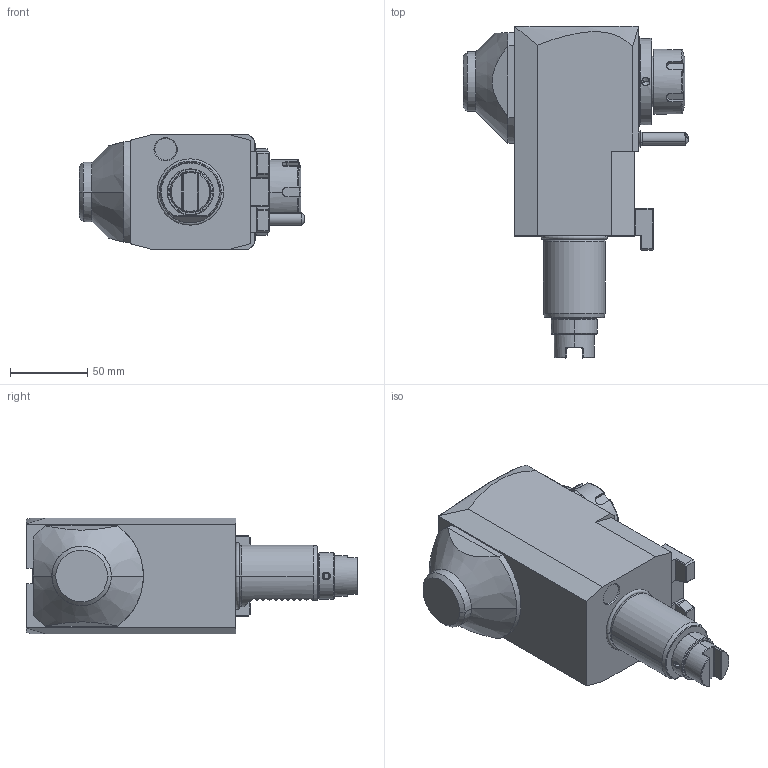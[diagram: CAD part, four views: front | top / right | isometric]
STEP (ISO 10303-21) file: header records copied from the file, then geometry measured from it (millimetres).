
FILE_DESCRIPTION((''),'2;1');
FILE_NAME('NGT1_40_261_25_3_1_100','2022-03-22T',('vali'),('NOVA GRUP'),'PRO/ENGINEER BY PARAMETRIC TECHNOLOGY CORPORATION, 2010280','PRO/ENGINEER BY PARAMETRIC TECHNOLOGY CORPORATION, 2010280','');
FILE_SCHEMA(('CONFIG_CONTROL_DESIGN'));
Length unit declared in the file: millimetre
Products named in the file (1): NGT1_40_261_25_3_1_100
Bounding box: 146.14 x 215 x 75 mm (x, y, z)
Volume: 1014796.3 mm3; surface area: 77977.7 mm2
Topology: 1 solids, 1 shells, 404 faces, 1013 edges, 623 vertices
Faces by surface type: plane 199, cylinder 76, cone 62, bspline 46, torus 17, extrusion 2, sphere 2
Entity records: 16929 total; most frequent: CARTESIAN_POINT 7831, ORIENTED_EDGE 2010, DIRECTION 1652, EDGE_CURVE 1005, VERTEX_POINT 623, AXIS2_PLACEMENT_3D 553, VECTOR 546, LINE 544
